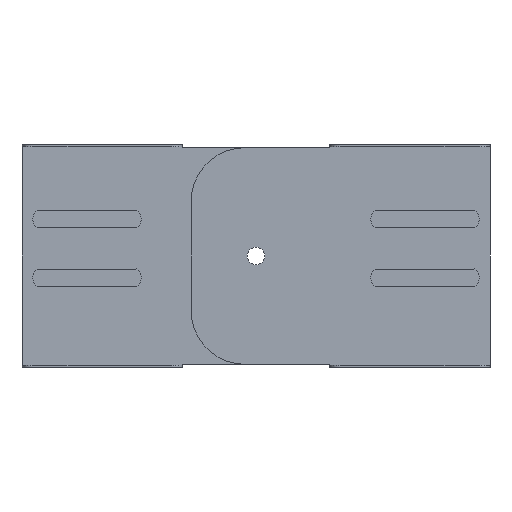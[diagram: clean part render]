
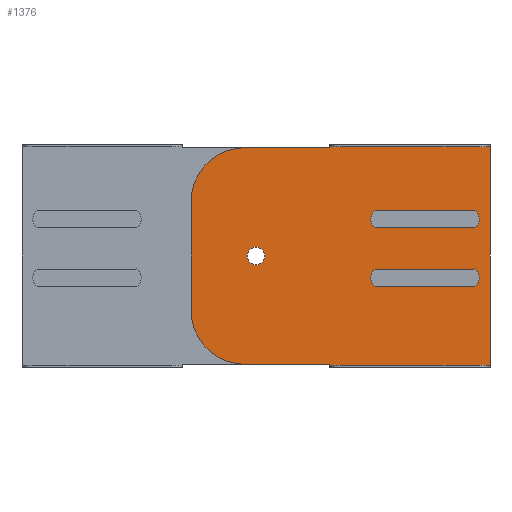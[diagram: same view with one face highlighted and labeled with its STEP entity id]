
A CAD part, front view. The second image highlights one B-rep face of the part: STEP entity #1376.
In plain terms, the highlighted planar face has unit normal (0, -1, 0).
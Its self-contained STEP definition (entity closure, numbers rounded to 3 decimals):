
#44=FACE_BOUND('',#145,.T.);
#78=FACE_OUTER_BOUND('',#144,.T.);
#144=EDGE_LOOP('',(#995,#996,#997,#998,#999,#1000,#1001,#1002,#1003,#1004));
#145=EDGE_LOOP('',(#1005));
#225=CIRCLE('',#1484,25.);
#226=CIRCLE('',#1485,25.);
#227=CIRCLE('',#1486,4.);
#297=LINE('',#2095,#441);
#298=LINE('',#2098,#442);
#299=LINE('',#2100,#443);
#300=LINE('',#2102,#444);
#301=LINE('',#2106,#445);
#302=LINE('',#2110,#446);
#303=LINE('',#2112,#447);
#304=LINE('',#2113,#448);
#441=VECTOR('',#1655,1.);
#442=VECTOR('',#1658,1.);
#443=VECTOR('',#1659,1.);
#444=VECTOR('',#1660,1.);
#445=VECTOR('',#1663,1.);
#446=VECTOR('',#1666,1.);
#447=VECTOR('',#1667,1.);
#448=VECTOR('',#1668,1.);
#591=VERTEX_POINT('',#2085);
#595=VERTEX_POINT('',#2093);
#596=VERTEX_POINT('',#2097);
#597=VERTEX_POINT('',#2099);
#598=VERTEX_POINT('',#2101);
#599=VERTEX_POINT('',#2103);
#600=VERTEX_POINT('',#2105);
#601=VERTEX_POINT('',#2107);
#602=VERTEX_POINT('',#2109);
#603=VERTEX_POINT('',#2111);
#604=VERTEX_POINT('',#2114);
#772=EDGE_CURVE('',#595,#591,#297,.T.);
#773=EDGE_CURVE('',#596,#591,#298,.F.);
#774=EDGE_CURVE('',#597,#595,#299,.T.);
#775=EDGE_CURVE('',#598,#597,#300,.T.);
#776=EDGE_CURVE('',#598,#599,#225,.T.);
#777=EDGE_CURVE('',#599,#600,#301,.T.);
#778=EDGE_CURVE('',#600,#601,#226,.T.);
#779=EDGE_CURVE('',#601,#602,#302,.T.);
#780=EDGE_CURVE('',#602,#603,#303,.T.);
#781=EDGE_CURVE('',#596,#603,#304,.T.);
#782=EDGE_CURVE('',#604,#604,#227,.T.);
#995=ORIENTED_EDGE('',*,*,#773,.T.);
#996=ORIENTED_EDGE('',*,*,#772,.F.);
#997=ORIENTED_EDGE('',*,*,#774,.F.);
#998=ORIENTED_EDGE('',*,*,#775,.F.);
#999=ORIENTED_EDGE('',*,*,#776,.T.);
#1000=ORIENTED_EDGE('',*,*,#777,.T.);
#1001=ORIENTED_EDGE('',*,*,#778,.T.);
#1002=ORIENTED_EDGE('',*,*,#779,.T.);
#1003=ORIENTED_EDGE('',*,*,#780,.T.);
#1004=ORIENTED_EDGE('',*,*,#781,.F.);
#1005=ORIENTED_EDGE('',*,*,#782,.T.);
#1331=PLANE('',#1483);
#1376=ADVANCED_FACE('',(#78,#44),#1331,.T.);
#1483=AXIS2_PLACEMENT_3D('',#2096,#1656,#1657);
#1484=AXIS2_PLACEMENT_3D('',#2104,#1661,#1662);
#1485=AXIS2_PLACEMENT_3D('',#2108,#1664,#1665);
#1486=AXIS2_PLACEMENT_3D('',#2115,#1669,#1670);
#1655=DIRECTION('',(1.,0.,0.));
#1656=DIRECTION('center_axis',(0.,-1.,0.));
#1657=DIRECTION('ref_axis',(0.,0.,-1.));
#1658=DIRECTION('',(0.,0.,-1.));
#1659=DIRECTION('',(0.,0.,1.));
#1660=DIRECTION('',(1.,0.,0.));
#1661=DIRECTION('center_axis',(0.,-1.,0.));
#1662=DIRECTION('ref_axis',(0.,0.,1.));
#1663=DIRECTION('',(0.,0.,-1.));
#1664=DIRECTION('center_axis',(0.,-1.,0.));
#1665=DIRECTION('ref_axis',(0.,0.,1.));
#1666=DIRECTION('',(1.,0.,0.));
#1667=DIRECTION('',(0.,0.,-1.));
#1668=DIRECTION('',(-1.,0.,0.));
#1669=DIRECTION('center_axis',(0.,1.,0.));
#1670=DIRECTION('ref_axis',(0.707,0.,0.707));
#2085=CARTESIAN_POINT('',(215.203,9.569,101.75));
#2093=CARTESIAN_POINT('',(141.203,9.569,101.75));
#2095=CARTESIAN_POINT('',(146.203,9.569,101.75));
#2096=CARTESIAN_POINT('Origin',(146.203,9.569,101.25));
#2097=CARTESIAN_POINT('',(215.203,9.569,0.75));
#2098=CARTESIAN_POINT('',(215.203,9.569,51.25));
#2099=CARTESIAN_POINT('',(141.203,9.569,101.25));
#2100=CARTESIAN_POINT('',(141.203,9.569,101.875));
#2101=CARTESIAN_POINT('',(102.203,9.569,101.25));
#2102=CARTESIAN_POINT('',(121.703,9.569,101.25));
#2103=CARTESIAN_POINT('',(77.203,9.569,76.25));
#2104=CARTESIAN_POINT('Origin',(102.203,9.569,76.25));
#2105=CARTESIAN_POINT('',(77.203,9.569,26.25));
#2106=CARTESIAN_POINT('',(77.203,9.569,51.25));
#2107=CARTESIAN_POINT('',(102.203,9.569,1.25));
#2108=CARTESIAN_POINT('Origin',(102.203,9.569,26.25));
#2109=CARTESIAN_POINT('',(141.203,9.569,1.25));
#2110=CARTESIAN_POINT('',(121.703,9.569,1.25));
#2111=CARTESIAN_POINT('',(141.203,9.569,0.75));
#2112=CARTESIAN_POINT('',(141.203,9.569,50.625));
#2113=CARTESIAN_POINT('',(146.203,9.569,0.75));
#2114=CARTESIAN_POINT('',(104.375,9.569,48.422));
#2115=CARTESIAN_POINT('Origin',(107.203,9.569,51.25));
